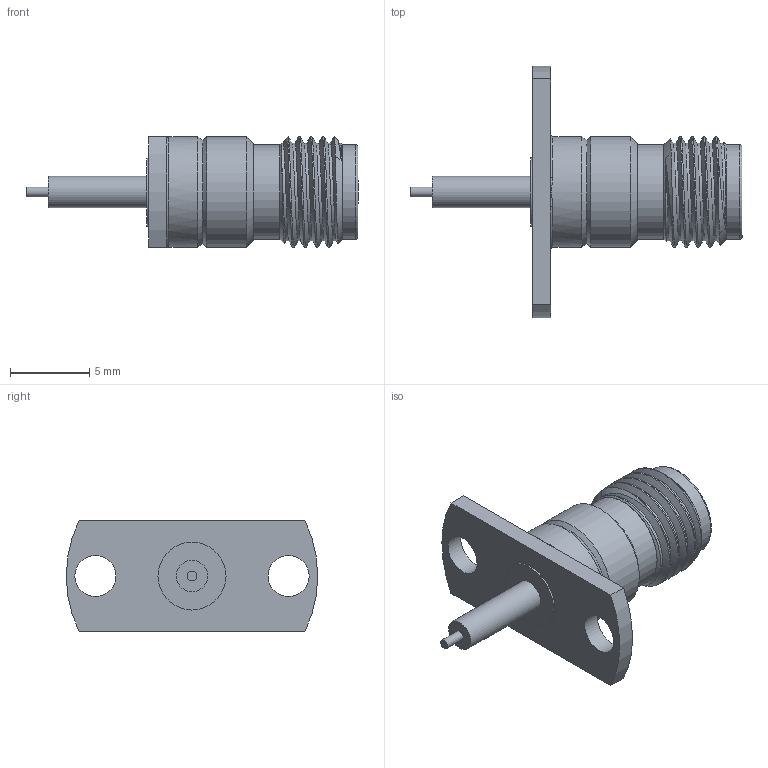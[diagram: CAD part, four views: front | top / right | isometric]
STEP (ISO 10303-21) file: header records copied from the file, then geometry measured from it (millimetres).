
FILE_DESCRIPTION (( 'STEP AP203' ), '1' );
FILE_NAME ('PE44217_3D.step', '2021-07-21T16:20:05', ( '' ), ( '' ), 'SwSTEP 2.0', 'SolidWorks 2021', '' );
FILE_SCHEMA (( 'CONFIG_CONTROL_DESIGN' ));
Length unit declared in the file: inch
Products named in the file (1): PE44217_3D
Bounding box: 20.95 x 15.88 x 7 mm (x, y, z)
Volume: 474 mm3; surface area: 684.7 mm2
Topology: 1 solids, 1 shells, 69 faces, 165 edges, 103 vertices
Faces by surface type: plane 31, cylinder 16, cone 12, bspline 7, torus 3
Full cylindrical faces by diameter (mm): 0.533 x1, 0.61 x1, 0.787 x1, 1.981 x1, 2.4 x1, 2.591 x2, 4.294 x1, 4.699 x1, 5.963 x2, 6.985 x2
Entity records: 3006 total; most frequent: CARTESIAN_POINT 1517, DIRECTION 294, ORIENTED_EDGE 262, EDGE_CURVE 131, AXIS2_PLACEMENT_3D 124, EDGE_LOOP 100, VERTEX_POINT 95, FACE_OUTER_BOUND 81
